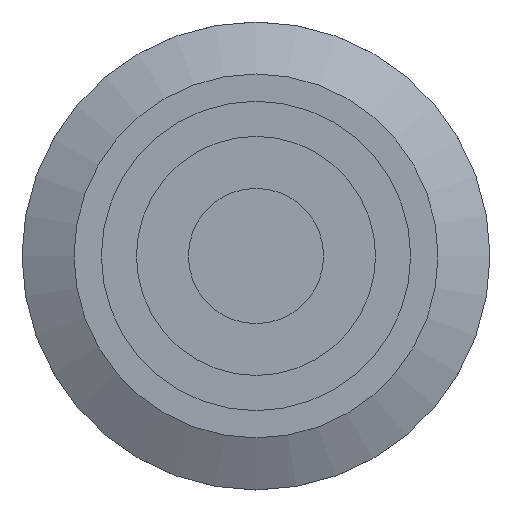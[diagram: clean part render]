
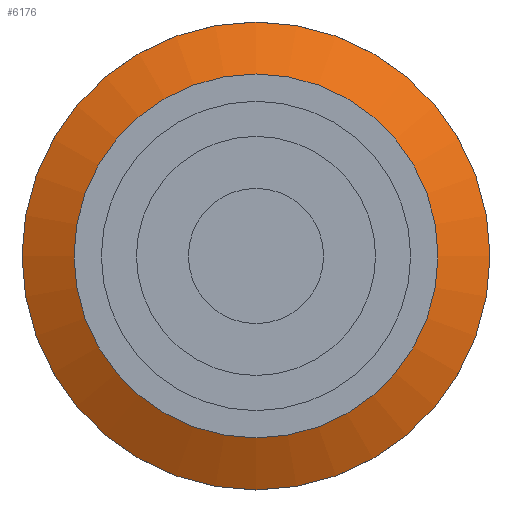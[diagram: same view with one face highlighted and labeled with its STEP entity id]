
A CAD part, top view. The second image highlights one B-rep face of the part: STEP entity #6176.
In plain terms, the highlighted conical face has half-angle 63.435 degrees and reference radius 8 mm.
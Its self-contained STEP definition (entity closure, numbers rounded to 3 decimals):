
#27=CONICAL_SURFACE('',#6938,8.,1.107);
#686=FACE_OUTER_BOUND('',#1087,.T.);
#1087=EDGE_LOOP('',(#5570,#5571,#5572,#5573,#5574,#5575));
#1479=CIRCLE('',#6928,9.);
#1480=CIRCLE('',#6929,9.);
#1483=CIRCLE('',#6934,7.);
#1484=CIRCLE('',#6935,7.);
#1949=LINE('',#11706,#2387);
#2387=VECTOR('',#8855,8.);
#2927=VERTEX_POINT('',#11686);
#2928=VERTEX_POINT('',#11687);
#2931=VERTEX_POINT('',#11697);
#2932=VERTEX_POINT('',#11698);
#3814=EDGE_CURVE('',#2927,#2928,#1479,.T.);
#3815=EDGE_CURVE('',#2928,#2927,#1480,.T.);
#3819=EDGE_CURVE('',#2931,#2932,#1483,.T.);
#3820=EDGE_CURVE('',#2932,#2931,#1484,.T.);
#3823=EDGE_CURVE('',#2932,#2928,#1949,.T.);
#5570=ORIENTED_EDGE('',*,*,#3819,.F.);
#5571=ORIENTED_EDGE('',*,*,#3820,.F.);
#5572=ORIENTED_EDGE('',*,*,#3823,.T.);
#5573=ORIENTED_EDGE('',*,*,#3814,.F.);
#5574=ORIENTED_EDGE('',*,*,#3815,.F.);
#5575=ORIENTED_EDGE('',*,*,#3823,.F.);
#6176=ADVANCED_FACE('',(#686),#27,.T.);
#6928=AXIS2_PLACEMENT_3D('',#11688,#8832,#8833);
#6929=AXIS2_PLACEMENT_3D('',#11689,#8834,#8835);
#6934=AXIS2_PLACEMENT_3D('',#11699,#8845,#8846);
#6935=AXIS2_PLACEMENT_3D('',#11700,#8847,#8848);
#6938=AXIS2_PLACEMENT_3D('',#11705,#8853,#8854);
#8832=DIRECTION('center_axis',(0.,0.,-1.));
#8833=DIRECTION('ref_axis',(1.,0.,0.));
#8834=DIRECTION('center_axis',(0.,0.,-1.));
#8835=DIRECTION('ref_axis',(1.,0.,0.));
#8845=DIRECTION('center_axis',(0.,0.,1.));
#8846=DIRECTION('ref_axis',(0.,1.,0.));
#8847=DIRECTION('center_axis',(0.,0.,1.));
#8848=DIRECTION('ref_axis',(0.,1.,0.));
#8853=DIRECTION('center_axis',(0.,0.,-1.));
#8854=DIRECTION('ref_axis',(0.,1.,0.));
#8855=DIRECTION('',(0.,-0.894,-0.447));
#11686=CARTESIAN_POINT('',(-9.,0.,17.));
#11687=CARTESIAN_POINT('',(0.,-9.,17.));
#11688=CARTESIAN_POINT('Origin',(0.,0.,
17.));
#11689=CARTESIAN_POINT('Origin',(0.,0.,
17.));
#11697=CARTESIAN_POINT('',(0.,7.,18.));
#11698=CARTESIAN_POINT('',(0.,-7.,18.));
#11699=CARTESIAN_POINT('Origin',(0.,0.,
18.));
#11700=CARTESIAN_POINT('Origin',(0.,0.,
18.));
#11705=CARTESIAN_POINT('Origin',(0.,0.,
17.5));
#11706=CARTESIAN_POINT('',(0.,-8.,17.5));
